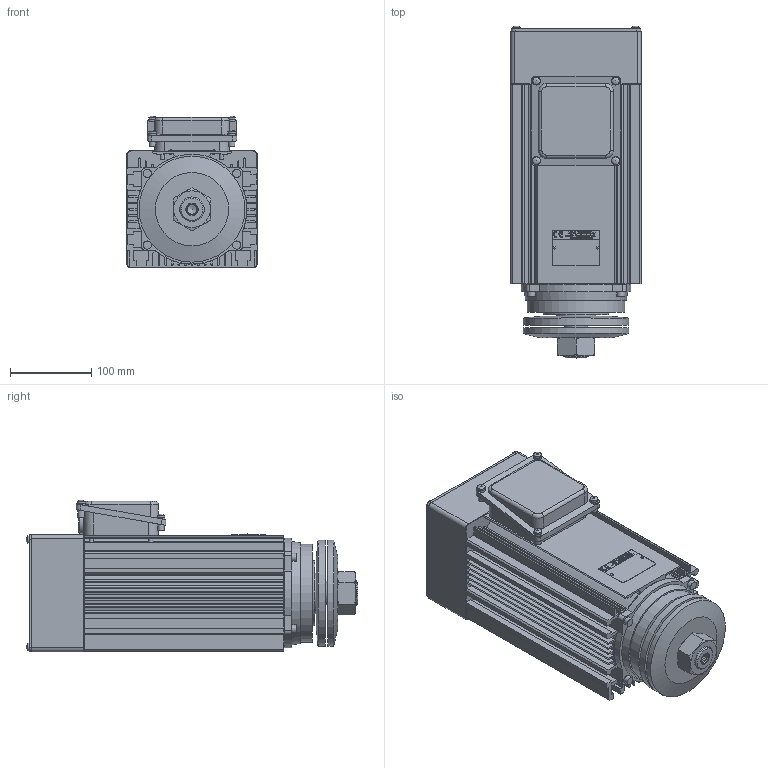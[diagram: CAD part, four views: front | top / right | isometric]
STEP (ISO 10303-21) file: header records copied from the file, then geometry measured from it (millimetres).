
FILE_DESCRIPTION(/* description */ ('Alibre Inc.'),/* implementation_level */ '2;1');
FILE_NAME(/* name */ 'export0',/* time_stamp */ '2021-07-19T16:27:57+02:00',/* author */ (''),/* organization */ (''),/* preprocessor_version */ 'ST-DEVELOPER v17',/* originating_system */ 'Alibre',/* authorisation */ '');
FILE_SCHEMA (('CONFIG_CONTROL_DESIGN'));
Length unit declared in the file: millimetre
Products named in the file (1): ID_1
Bounding box: 160 x 407.66 x 186.27 mm (x, y, z)
Volume: 6916234.3 mm3; surface area: 560723.4 mm2
Topology: 1 solids, 11 shells, 1034 faces, 2587 edges, 1647 vertices
Faces by surface type: plane 743, cylinder 212, bspline 38, cone 25, sphere 10, torus 6
Full cylindrical faces by diameter (mm): 2.49 x4, 2.5 x2, 5 x4, 8 x4, 9.5 x8, 10 x8, 12.2 x1, 14.2 x1, 19.73 x1, 27.5 x2, 30 x2, 50 x1, 80 x1, 90 x2, 120 x1, 130 x2
Entity records: 31784 total; most frequent: CARTESIAN_POINT 8387, ORIENTED_EDGE 4928, DIRECTION 4074, EDGE_CURVE 2464, VECTOR 1881, LINE 1881, VERTEX_POINT 1594, AXIS2_PLACEMENT_3D 1471
